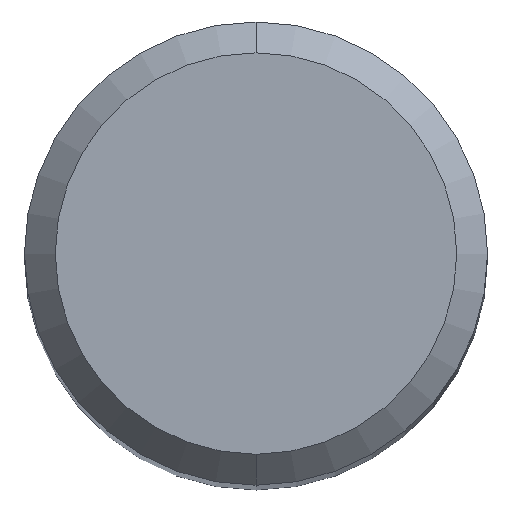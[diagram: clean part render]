
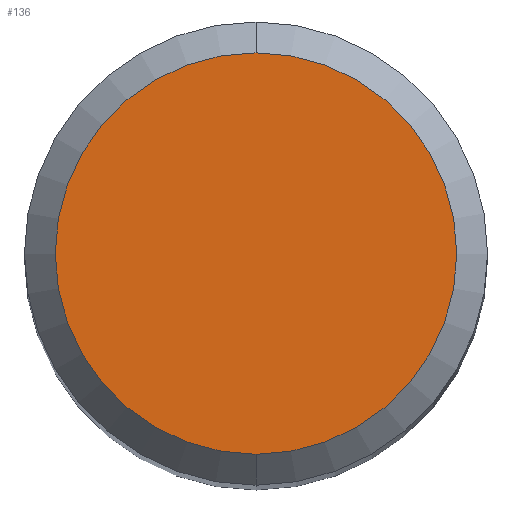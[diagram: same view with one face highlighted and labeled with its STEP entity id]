
A CAD part, top view. The second image highlights one B-rep face of the part: STEP entity #136.
In plain terms, the highlighted planar face has unit normal (0, 0, 1).
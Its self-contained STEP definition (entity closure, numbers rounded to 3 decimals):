
#112=VERTEX_POINT('',#251);
#128=VERTEX_POINT('',#269);
#136=ADVANCED_FACE('',(#278),#279,.T.);
#138=EDGE_CURVE('',#112,#128,#281,.T.);
#158=EDGE_CURVE('',#128,#112,#303,.T.);
#251=CARTESIAN_POINT('',(0.0,2.6,0.01));
#269=CARTESIAN_POINT('',(0.,-2.6,0.01));
#278=FACE_OUTER_BOUND('',#434,.T.);
#279=PLANE('',#435);
#281=CIRCLE('',#438,2.6);
#303=CIRCLE('',#463,2.6);
#434=EDGE_LOOP('',(#594,#595));
#435=AXIS2_PLACEMENT_3D('',#596,#597,#598);
#438=AXIS2_PLACEMENT_3D('',#599,#600,#601);
#463=AXIS2_PLACEMENT_3D('',#628,#629,#630);
#594=ORIENTED_EDGE('',*,*,#138,.F.);
#595=ORIENTED_EDGE('',*,*,#158,.F.);
#596=CARTESIAN_POINT('',(0.0,1.3,0.01));
#597=DIRECTION('',(-0.0,0.0,1.0));
#598=DIRECTION('',(0.0,-1.0,0.0));
#599=CARTESIAN_POINT('',(0.0,0.0,0.01));
#600=DIRECTION('',(0.0,0.0,-1.0));
#601=DIRECTION('',(0.0,1.0,0.0));
#628=CARTESIAN_POINT('',(0.0,0.0,0.01));
#629=DIRECTION('',(0.0,0.0,-1.0));
#630=DIRECTION('',(0.0,1.0,0.0));
